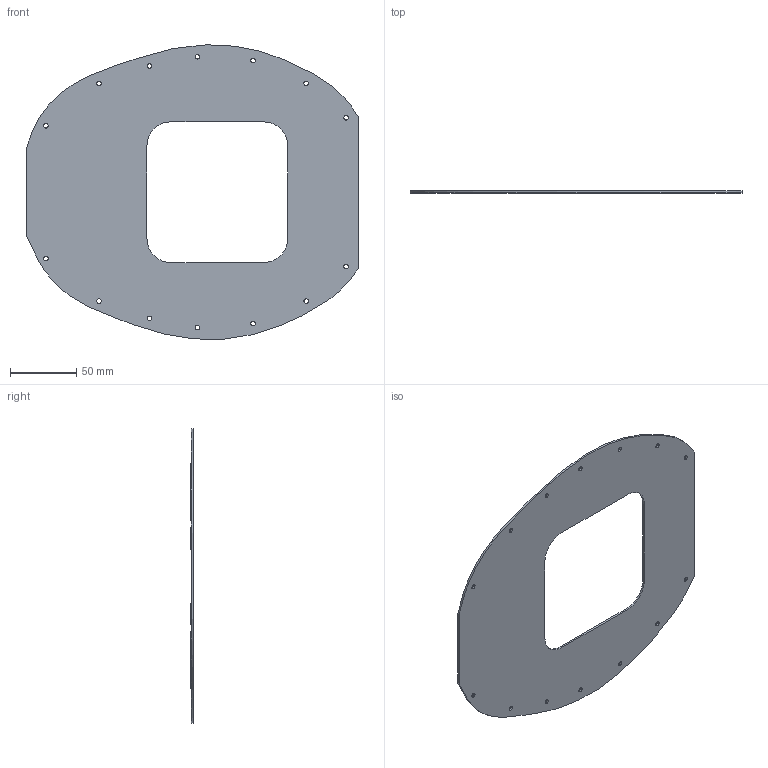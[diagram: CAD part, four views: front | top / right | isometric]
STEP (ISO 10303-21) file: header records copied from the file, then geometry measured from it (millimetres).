
FILE_DESCRIPTION (( 'STEP AP214' ), '1' );
FILE_NAME ('ControlPlata.STEP', '2018-03-18T19:48:30', ( '' ), ( '' ), 'SwSTEP 2.0', 'SolidWorks 2015', '' );
FILE_SCHEMA (( 'AUTOMOTIVE_DESIGN' ));
Length unit declared in the file: millimetre
Products named in the file (1): ControlPlata
Bounding box: 250 x 1.55 x 221.69 mm (x, y, z)
Volume: 52984.2 mm3; surface area: 72491.2 mm2
Topology: 1 solids, 1 shells, 196 faces, 480 edges, 320 vertices
Faces by surface type: plane 138, cylinder 52, bspline 6
Entity records: 6210 total; most frequent: CARTESIAN_POINT 1407, ORIENTED_EDGE 960, DIRECTION 954, EDGE_CURVE 480, LINE 364, VECTOR 364, VERTEX_POINT 320, AXIS2_PLACEMENT_3D 295
